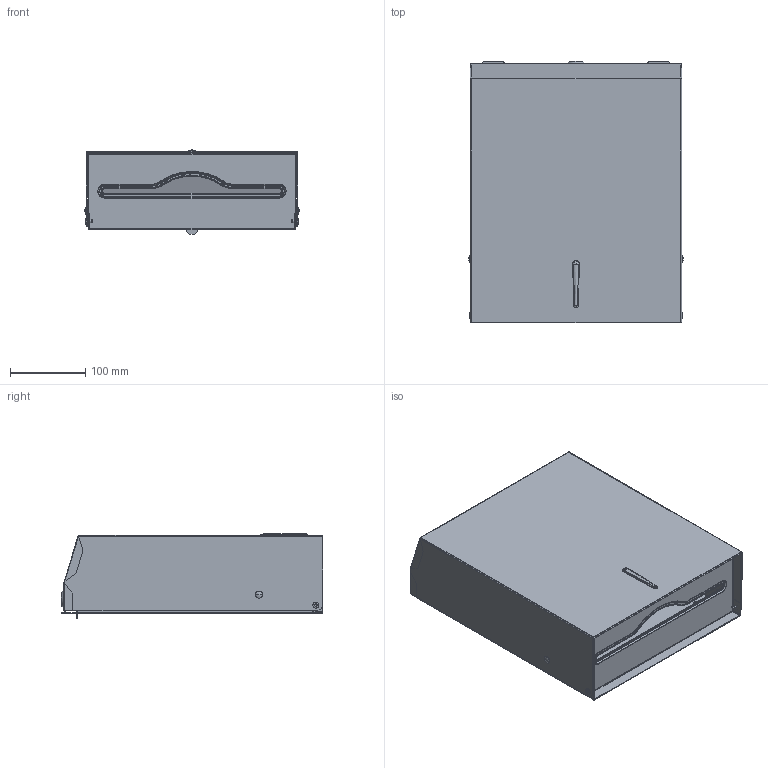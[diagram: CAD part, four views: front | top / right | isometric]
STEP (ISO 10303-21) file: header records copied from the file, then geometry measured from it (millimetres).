
FILE_DESCRIPTION (( 'STEP AP203' ), '1' );
FILE_NAME ('TD-8314A（3D）.STEP', '2020-07-22T01:05:42', ( '' ), ( '' ), 'SwSTEP 2.0', 'SolidWorks 2012', '' );
FILE_SCHEMA (( 'CONFIG_CONTROL_DESIGN' ));
Products named in the file (14): TD-8314Aㄗ3Dㄘ; m5-12; 8; 106; kou; td08-316-13; td-8314a-4-1; dian-25; td-8314a-4-2; 6la-din; td-8314a-2; td-8314a-3; td-8314a-1; asm0001
Assembly tree (17 placements, depth 3):
  TD-8314Aㄗ3Dㄘ
    td-8314a-1
    asm0001
      td-8314a-2
      td-8314a-3
    td-8314a-4-1  x2
    td-8314a-4-2  x2
    dian-25  x2
    6la-din  x2
    td08-316-13
    106
    8
    kou
    m5-12
Bounding box: 285.38 x 348 x 112.96 mm (x, y, z)
Volume: 246446.6 mm3; surface area: 680063.6 mm2
Topology: 16 solids, 16 shells, 700 faces, 1875 edges, 1220 vertices
Faces by surface type: cylinder 271, plane 238, bspline 155, cone 36
Entity records: 416262 total; most frequent: CARTESIAN_POINT 400134, ORIENTED_EDGE 3366, DIRECTION 2512, EDGE_CURVE 1683, VERTEX_POINT 1093, AXIS2_PLACEMENT_3D 839, VECTOR 834, LINE 834
